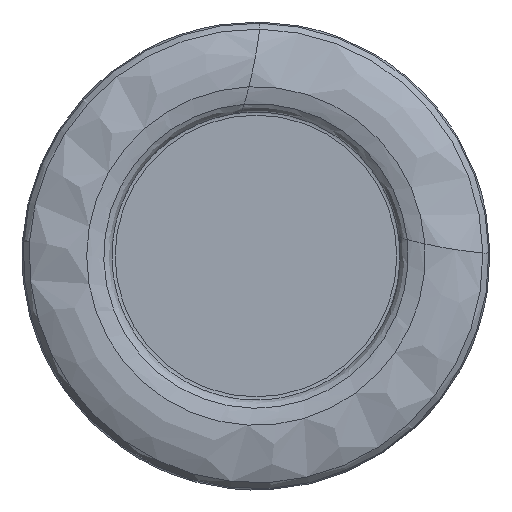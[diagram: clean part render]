
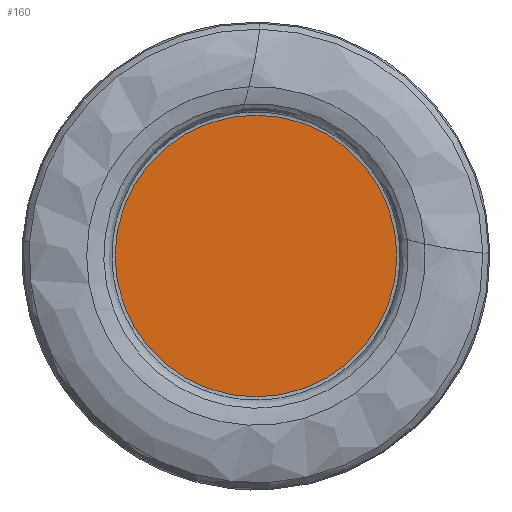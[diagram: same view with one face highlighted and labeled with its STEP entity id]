
A CAD part, left-side view. The second image highlights one B-rep face of the part: STEP entity #160.
In plain terms, the highlighted planar face has unit normal (-1, 0, 0).
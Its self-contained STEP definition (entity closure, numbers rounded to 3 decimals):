
#160=ADVANCED_FACE('',(#189),#187,.F.);
#187=PLANE('',#631);
#189=FACE_OUTER_BOUND('',#253,.T.);
#253=EDGE_LOOP('',(#317));
#317=ORIENTED_EDGE('',*,*,#477,.T.);
#433=VERTEX_POINT('',#911);
#477=EDGE_CURVE('',#433,#433,#545,.T.);
#545=CIRCLE('',#629,9.649);
#629=AXIS2_PLACEMENT_3D('',#910,#754,#755);
#631=AXIS2_PLACEMENT_3D('',#913,#758,#759);
#754=DIRECTION('',(-1.,0.,0.));
#755=DIRECTION('',(0.,0.,1.));
#758=DIRECTION('',(1.,0.,0.));
#759=DIRECTION('',(0.,0.,-1.));
#910=CARTESIAN_POINT('',(1.8,0.,0.));
#911=CARTESIAN_POINT('',(1.8,0.,9.649));
#913=CARTESIAN_POINT('',(1.8,9.649,0.));
